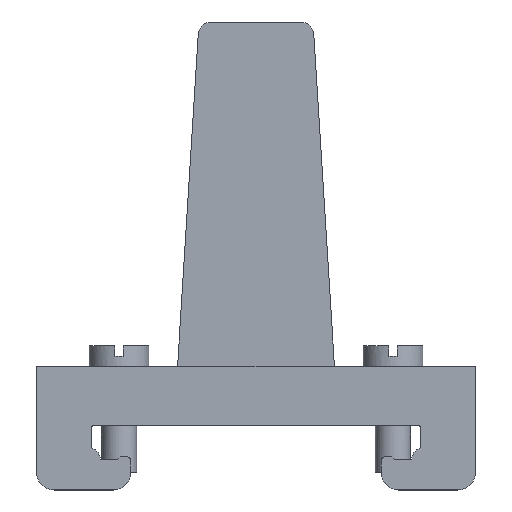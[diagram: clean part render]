
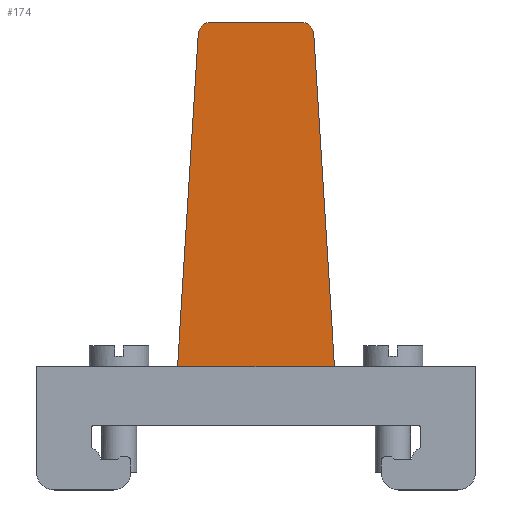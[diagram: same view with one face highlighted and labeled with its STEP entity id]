
A CAD part, top view. The second image highlights one B-rep face of the part: STEP entity #174.
In plain terms, the highlighted planar face has unit normal (0, 0, 1).
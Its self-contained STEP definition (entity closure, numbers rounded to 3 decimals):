
#174=ADVANCED_FACE('',(#1162),#1164,.F.);
#1162=FACE_BOUND('',#1163,.T.);
#1163=EDGE_LOOP('',(#2046,#2047,#2048,#2049,#2050,#2051));
#1164=PLANE('',#1165);
#1165=AXIS2_PLACEMENT_3D('',#1166,#1167,#1168);
#1166=CARTESIAN_POINT('',(45.861,178.203,2.));
#1167=DIRECTION('',(0.,0.,-1.));
#1168=DIRECTION('',(-1.,0.,0.));
#2046=ORIENTED_EDGE('',*,*,#2662,.T.);
#2047=ORIENTED_EDGE('',*,*,#2503,.T.);
#2048=ORIENTED_EDGE('',*,*,#2663,.T.);
#2049=ORIENTED_EDGE('',*,*,#2656,.T.);
#2050=ORIENTED_EDGE('',*,*,#2659,.T.);
#2051=ORIENTED_EDGE('',*,*,#2661,.T.);
#2503=EDGE_CURVE('',#2817,#2829,#2831,.T.);
#2656=EDGE_CURVE('',#3121,#3119,#3122,.T.);
#2659=EDGE_CURVE('',#3119,#3124,#3126,.T.);
#2661=EDGE_CURVE('',#3124,#3127,#3129,.T.);
#2662=EDGE_CURVE('',#3127,#2817,#3130,.T.);
#2663=EDGE_CURVE('',#2829,#3121,#3131,.T.);
#2817=VERTEX_POINT('',#3355);
#2829=VERTEX_POINT('',#3379);
#2831=LINE('',#3383,#3384);
#3119=VERTEX_POINT('',#4049);
#3121=VERTEX_POINT('',#4053);
#3122=CIRCLE('',#4054,1.5);
#3124=VERTEX_POINT('',#4061);
#3126=LINE('',#4065,#4066);
#3127=VERTEX_POINT('',#4068);
#3129=CIRCLE('',#4072,1.5);
#3130=LINE('',#4076,#4077);
#3131=LINE('',#4079,#4080);
#3355=CARTESIAN_POINT('',(52.712,188.503,2.));
#3379=CARTESIAN_POINT('',(70.592,188.503,2.));
#3383=CARTESIAN_POINT('',(52.712,188.503,2.));
#3384=VECTOR('',#3385,1.);
#3385=DIRECTION('',(1.,0.,0.));
#4049=CARTESIAN_POINT('',(66.739,227.803,2.));
#4053=CARTESIAN_POINT('',(68.236,226.393,2.));
#4054=AXIS2_PLACEMENT_3D('',#4055,#4056,#4057);
#4055=CARTESIAN_POINT('',(66.739,226.303,2.));
#4056=DIRECTION('',(0.,0.,1.));
#4057=DIRECTION('',(0.998,0.06,0.));
#4061=CARTESIAN_POINT('',(56.565,227.803,2.));
#4065=CARTESIAN_POINT('',(66.739,227.803,2.));
#4066=VECTOR('',#4067,1.);
#4067=DIRECTION('',(-1.,0.,0.));
#4068=CARTESIAN_POINT('',(55.068,226.393,2.));
#4072=AXIS2_PLACEMENT_3D('',#4073,#4074,#4075);
#4073=CARTESIAN_POINT('',(56.565,226.303,2.));
#4074=DIRECTION('',(0.,0.,1.));
#4075=DIRECTION('',(0.,1.,0.));
#4076=CARTESIAN_POINT('',(55.068,226.393,2.));
#4077=VECTOR('',#4078,1.);
#4078=DIRECTION('',(-0.062,-0.998,0.));
#4079=CARTESIAN_POINT('',(70.592,188.503,2.));
#4080=VECTOR('',#4081,1.);
#4081=DIRECTION('',(-0.062,0.998,0.));
